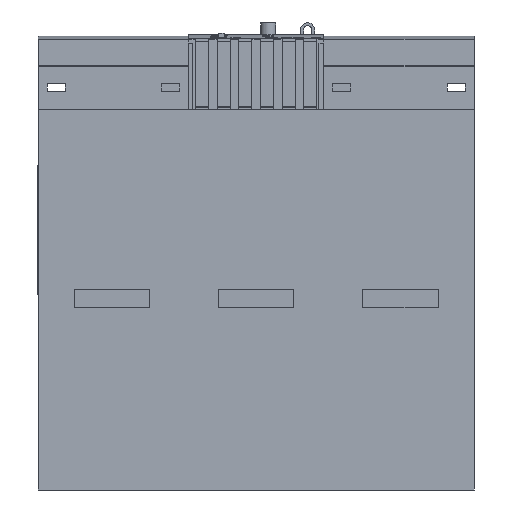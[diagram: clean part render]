
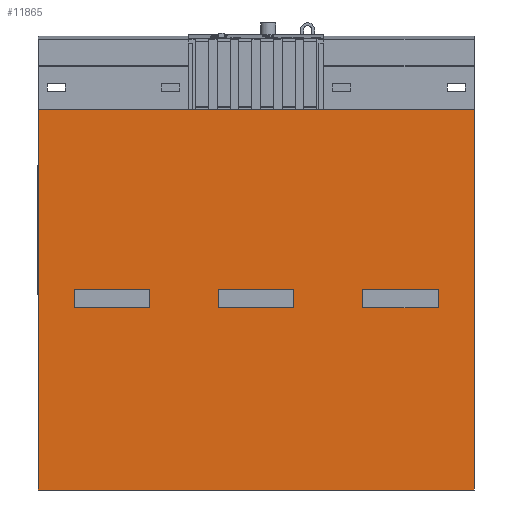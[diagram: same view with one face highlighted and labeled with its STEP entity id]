
A CAD part, front view. The second image highlights one B-rep face of the part: STEP entity #11865.
In plain terms, the highlighted planar face has unit normal (0, -1, 0).
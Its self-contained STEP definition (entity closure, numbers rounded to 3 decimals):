
#11865=ADVANCED_FACE('',(#31119,#31120,#31121,#31122),#31123,.F.);
#22405=VERTEX_POINT('',#41669);
#22409=VERTEX_POINT('',#41673);
#22411=EDGE_CURVE('',#22405,#22409,#41675,.T.);
#23001=VERTEX_POINT('',#42265);
#23003=EDGE_CURVE('',#22409,#23001,#42267,.T.);
#24271=VERTEX_POINT('',#43535);
#24273=VERTEX_POINT('',#43537);
#24275=EDGE_CURVE('',#24271,#24273,#43539,.T.);
#24289=VERTEX_POINT('',#43553);
#24291=EDGE_CURVE('',#24289,#24271,#43555,.T.);
#24299=VERTEX_POINT('',#43563);
#24301=EDGE_CURVE('',#24273,#24299,#43565,.T.);
#24319=EDGE_CURVE('',#24299,#24289,#43583,.T.);
#24353=VERTEX_POINT('',#43617);
#24355=VERTEX_POINT('',#43619);
#24357=EDGE_CURVE('',#24353,#24355,#43621,.T.);
#24369=VERTEX_POINT('',#43633);
#24371=EDGE_CURVE('',#24369,#24353,#43635,.T.);
#24403=VERTEX_POINT('',#43667);
#24405=EDGE_CURVE('',#24355,#24403,#43669,.T.);
#24467=EDGE_CURVE('',#24403,#24369,#43731,.T.);
#24537=VERTEX_POINT('',#43801);
#24539=VERTEX_POINT('',#43803);
#24541=EDGE_CURVE('',#24537,#24539,#43805,.T.);
#24553=VERTEX_POINT('',#43817);
#24555=EDGE_CURVE('',#24553,#24537,#43819,.T.);
#24587=VERTEX_POINT('',#43851);
#24589=EDGE_CURVE('',#24539,#24587,#43853,.T.);
#24651=EDGE_CURVE('',#24587,#24553,#43915,.T.);
#24771=VERTEX_POINT('',#44035);
#24773=EDGE_CURVE('',#23001,#24771,#44037,.T.);
#26351=EDGE_CURVE('',#22405,#24771,#45615,.T.);
#31119=FACE_OUTER_BOUND('',#50373,.T.);
#31120=FACE_BOUND('',#50374,.T.);
#31121=FACE_BOUND('',#50375,.T.);
#31122=FACE_BOUND('',#50376,.T.);
#31123=PLANE('',#50377);
#41669=CARTESIAN_POINT('',(0.1,31.0,126.4));
#41673=CARTESIAN_POINT('',(145.1,31.0,126.4));
#41675=LINE('',#67000,#67001);
#42265=CARTESIAN_POINT('',(145.1,31.0,0.0));
#42267=LINE('',#67946,#67947);
#43535=CARTESIAN_POINT('',(85.1,31.0,60.6));
#43537=CARTESIAN_POINT('',(60.1,31.0,60.6));
#43539=LINE('',#69934,#69935);
#43553=CARTESIAN_POINT('',(85.1,31.0,66.6));
#43555=LINE('',#69959,#69960);
#43563=CARTESIAN_POINT('',(60.1,31.0,66.6));
#43565=LINE('',#69975,#69976);
#43583=LINE('',#70005,#70006);
#43617=CARTESIAN_POINT('',(108.1,31.0,60.6));
#43619=CARTESIAN_POINT('',(108.1,31.0,66.6));
#43621=LINE('',#70064,#70065);
#43633=CARTESIAN_POINT('',(128.671,31.0,60.6));
#43635=LINE('',#70086,#70087);
#43667=CARTESIAN_POINT('',(128.671,31.0,66.6));
#43669=LINE('',#70135,#70136);
#43731=LINE('',#70226,#70227);
#43801=CARTESIAN_POINT('',(37.1,31.0,66.6));
#43803=CARTESIAN_POINT('',(37.1,31.0,60.6));
#43805=LINE('',#70348,#70349);
#43817=CARTESIAN_POINT('',(16.529,31.0,66.6));
#43819=LINE('',#70370,#70371);
#43851=CARTESIAN_POINT('',(16.529,31.0,60.6));
#43853=LINE('',#70419,#70420);
#43915=LINE('',#70510,#70511);
#44035=CARTESIAN_POINT('',(0.1,31.0,0.0));
#44037=LINE('',#70708,#70709);
#45615=LINE('',#73195,#73196);
#50373=EDGE_LOOP('',(#87964,#87965,#87966,#87967));
#50374=EDGE_LOOP('',(#87968,#87969,#87970,#87971));
#50375=EDGE_LOOP('',(#87972,#87973,#87974,#87975));
#50376=EDGE_LOOP('',(#87976,#87977,#87978,#87979));
#50377=AXIS2_PLACEMENT_3D('',#87980,#87981,#87982);
#67000=CARTESIAN_POINT('',(72.6,31.0,126.4));
#67001=VECTOR('',#92420,1.0);
#67946=CARTESIAN_POINT('',(145.1,31.0,63.2));
#67947=VECTOR('',#92622,1.0);
#69934=CARTESIAN_POINT('',(72.6,31.0,60.6));
#69935=VECTOR('',#93005,1.0);
#69959=CARTESIAN_POINT('',(85.1,31.0,63.4));
#69960=VECTOR('',#93012,1.0);
#69975=CARTESIAN_POINT('',(60.1,31.0,63.4));
#69976=VECTOR('',#93015,1.0);
#70005=CARTESIAN_POINT('',(72.6,31.0,66.6));
#70006=VECTOR('',#93021,1.0);
#70064=CARTESIAN_POINT('',(108.1,31.0,63.4));
#70065=VECTOR('',#93044,1.0);
#70086=CARTESIAN_POINT('',(96.6,31.0,60.6));
#70087=VECTOR('',#93048,1.0);
#70135=CARTESIAN_POINT('',(96.6,31.0,66.6));
#70136=VECTOR('',#93063,1.0);
#70226=CARTESIAN_POINT('',(128.671,31.0,63.6));
#70227=VECTOR('',#93090,1.0);
#70348=CARTESIAN_POINT('',(37.1,31.0,63.4));
#70349=VECTOR('',#93124,1.0);
#70370=CARTESIAN_POINT('',(48.6,31.0,66.6));
#70371=VECTOR('',#93128,1.0);
#70419=CARTESIAN_POINT('',(48.6,31.0,60.6));
#70420=VECTOR('',#93143,1.0);
#70510=CARTESIAN_POINT('',(16.529,31.0,63.6));
#70511=VECTOR('',#93170,1.0);
#70708=CARTESIAN_POINT('',(72.6,31.0,0.0));
#70709=VECTOR('',#93223,1.0);
#73195=CARTESIAN_POINT('',(0.1,31.0,63.2));
#73196=VECTOR('',#93885,1.0);
#87964=ORIENTED_EDGE('',*,*,#26351,.T.);
#87965=ORIENTED_EDGE('',*,*,#24773,.F.);
#87966=ORIENTED_EDGE('',*,*,#23003,.F.);
#87967=ORIENTED_EDGE('',*,*,#22411,.F.);
#87968=ORIENTED_EDGE('',*,*,#24319,.T.);
#87969=ORIENTED_EDGE('',*,*,#24291,.T.);
#87970=ORIENTED_EDGE('',*,*,#24275,.T.);
#87971=ORIENTED_EDGE('',*,*,#24301,.T.);
#87972=ORIENTED_EDGE('',*,*,#24467,.T.);
#87973=ORIENTED_EDGE('',*,*,#24371,.T.);
#87974=ORIENTED_EDGE('',*,*,#24357,.T.);
#87975=ORIENTED_EDGE('',*,*,#24405,.T.);
#87976=ORIENTED_EDGE('',*,*,#24651,.T.);
#87977=ORIENTED_EDGE('',*,*,#24555,.T.);
#87978=ORIENTED_EDGE('',*,*,#24541,.T.);
#87979=ORIENTED_EDGE('',*,*,#24589,.T.);
#87980=CARTESIAN_POINT('',(72.6,31.0,63.2));
#87981=DIRECTION('',(-0.0,1.0,0.0));
#87982=DIRECTION('',(1.0,0.0,0.0));
#92420=DIRECTION('',(1.0,0.0,0.0));
#92622=DIRECTION('',(0.0,0.0,-1.0));
#93005=DIRECTION('',(-1.0,0.0,0.0));
#93012=DIRECTION('',(0.0,0.0,-1.0));
#93015=DIRECTION('',(0.0,0.0,1.0));
#93021=DIRECTION('',(1.0,0.0,0.0));
#93044=DIRECTION('',(0.0,0.0,1.0));
#93048=DIRECTION('',(-1.0,0.0,0.0));
#93063=DIRECTION('',(1.0,0.0,0.0));
#93090=DIRECTION('',(0.0,0.0,-1.0));
#93124=DIRECTION('',(0.0,0.0,-1.0));
#93128=DIRECTION('',(1.0,0.0,0.0));
#93143=DIRECTION('',(-1.0,0.0,0.0));
#93170=DIRECTION('',(-0.0,0.0,1.0));
#93223=DIRECTION('',(-1.0,0.0,0.0));
#93885=DIRECTION('',(0.0,0.0,-1.0));
